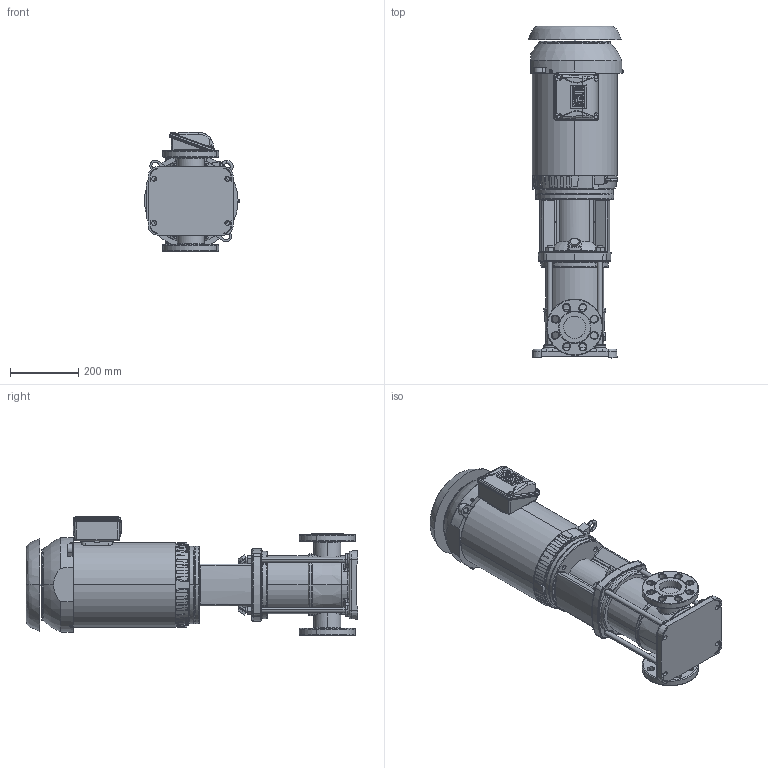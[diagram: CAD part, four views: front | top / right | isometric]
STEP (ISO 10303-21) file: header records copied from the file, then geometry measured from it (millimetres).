
FILE_DESCRIPTION (( 'STEP AP203' ), '1' );
FILE_NAME ('3303083 - MVI-100-3-7.5 HP-213TC-304-E-230_460~3.step', '2022-03-30T17:30:40', ( '' ), ( '' ), 'SwSTEP 2.0', 'SolidWorks 2021', '' );
FILE_SCHEMA (( 'CONFIG_CONTROL_DESIGN' ));
Length unit declared in the file: inch
Products named in the file (5): 2700096 - NEMA V2 7.5 HP 213_5TC 208-230_460~3 TEFC; MVI PEO - [304-EPDM]_3304083 - MVI-100-3-7.5 HP-213TC-304-E-S; 3303083 - MVI-100-3-7.5 HP-213TC-304-E-230_460~3; sbi_n_20-3_flange(NEMA); TEFC MOTOR_2700096 - NEMA V2 7.5 HP 213_5TC 208-230_460~3 TEFC
Assembly tree (4 placements, depth 3):
  3303083 - MVI-100-3-7.5 HP-213TC-304-E-230_460~3
    MVI PEO - [304-EPDM]_3304083 - MVI-100-3-7.5 HP-213TC-304-E-S
      sbi_n_20-3_flange(NEMA)
    TEFC MOTOR_2700096 - NEMA V2 7.5 HP 213_5TC 208-230_460~3 TEFC
      2700096 - NEMA V2 7.5 HP 213_5TC 208-230_460~3 TEFC
Bounding box: 279.63 x 975.32 x 352.52 mm (x, y, z)
Volume: 37884749.8 mm3; surface area: 1760723 mm2
Topology: 23 solids, 39 shells, 4088 faces, 10826 edges, 7071 vertices
Faces by surface type: plane 1878, cylinder 1500, bspline 404, cone 196, torus 104, sphere 6
Entity records: 165643 total; most frequent: CARTESIAN_POINT 66384, ORIENTED_EDGE 21598, DIRECTION 19447, EDGE_CURVE 10799, VERTEX_POINT 7069, AXIS2_PLACEMENT_3D 6953, LINE 5541, VECTOR 5541
